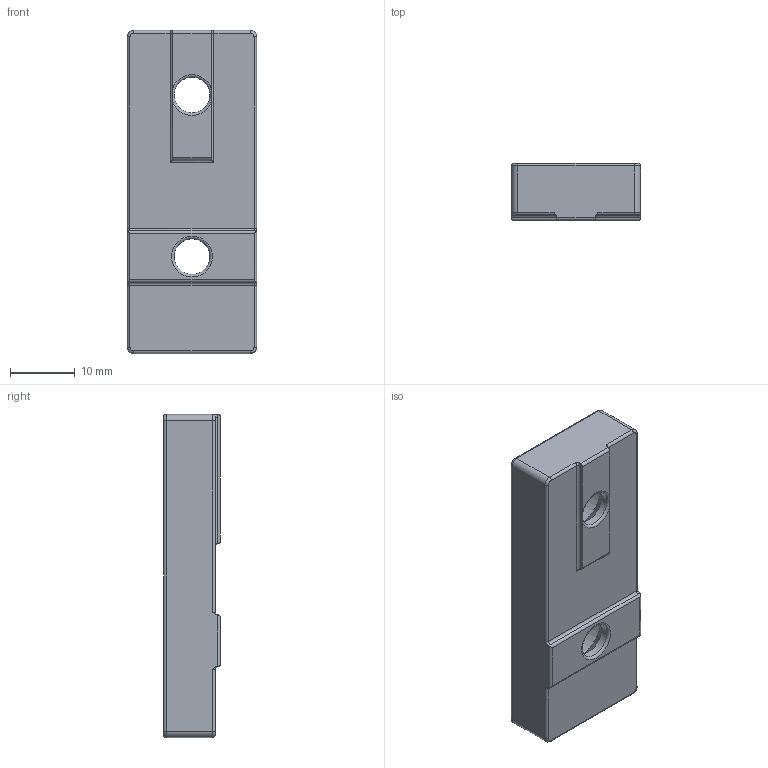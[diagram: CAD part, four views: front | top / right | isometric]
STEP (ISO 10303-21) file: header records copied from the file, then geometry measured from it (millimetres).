
FILE_DESCRIPTION(/* description */ (''),/* implementation_level */ '2;1');
FILE_NAME(/* name */ 'B-2020_3030_T_Joiner_6-B.stp',/* time_stamp */ '2020-10-17T16:05:45-07:00',/* author */ (''),/* organization */ (''),/* preprocessor_version */ 'ST-DEVELOPER v18.1',/* originating_system */ 'Autodesk Translation Framework v9.3.0.1241',/* authorisation */ '');
FILE_SCHEMA (('AUTOMOTIVE_DESIGN { 1 0 10303 214 3 1 1 }'));
Length unit declared in the file: millimetre
Products named in the file (1): 3030-2020 T Joiner
Bounding box: 20 x 8.8 x 50 mm (x, y, z)
Volume: 7133.8 mm3; surface area: 3422.9 mm2
Topology: 1 solids, 1 shells, 68 faces, 159 edges, 94 vertices
Faces by surface type: cylinder 30, plane 18, torus 18, cone 2
Full cylindrical faces by diameter (mm): 5.5 x2, 10 x2
Entity records: 2019 total; most frequent: CARTESIAN_POINT 372, DIRECTION 371, ORIENTED_EDGE 318, EDGE_CURVE 159, AXIS2_PLACEMENT_3D 151, VERTEX_POINT 94, CIRCLE 76, EDGE_LOOP 73
